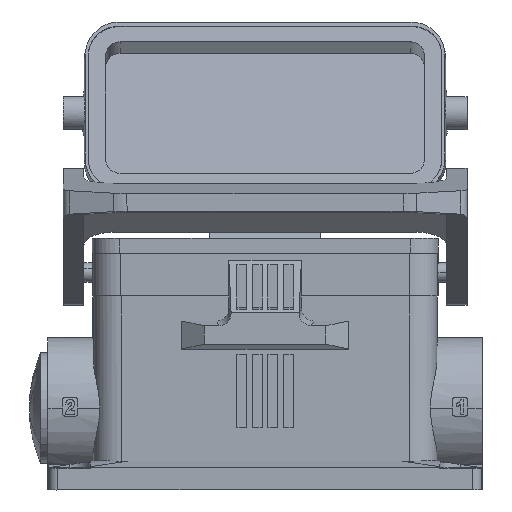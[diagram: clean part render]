
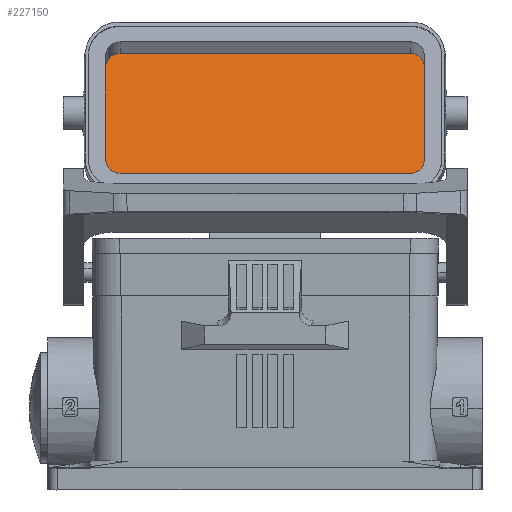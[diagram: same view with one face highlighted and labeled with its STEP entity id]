
A CAD part, left-side view. The second image highlights one B-rep face of the part: STEP entity #227150.
In plain terms, the highlighted face is planar.
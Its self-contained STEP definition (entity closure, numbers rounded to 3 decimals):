
#224580=CARTESIAN_POINT('',(-89.3,-294.429,
-171.482));
#224590=VERTEX_POINT('',#224580);
#224620=CARTESIAN_POINT('',(-173.75,-294.429,
-171.482));
#224630=DIRECTION('',(1.,0.,0.));
#224640=VECTOR('',#224630,1.);
#224650=LINE('',#224620,#224640);
#224660=CARTESIAN_POINT('',(-167.701,-294.429,
-171.482));
#224670=VERTEX_POINT('',#224660);
#224680=EDGE_CURVE('',#224670,#224590,#224650,.T.);
#224910=CARTESIAN_POINT('',(-167.701,-295.307,
-175.282));
#224920=DIRECTION('',(0.,-0.974,
0.225));
#224930=DIRECTION('',(-1.,0.,0.));
#224940=AXIS2_PLACEMENT_3D('',#224910,#224920,#224930);
#224950=CIRCLE('',#224940,3.899);
#224960=CARTESIAN_POINT('',(-171.6,-295.307,
-175.282));
#224970=VERTEX_POINT('',#224960);
#224980=EDGE_CURVE('',#224670,#224970,#224950,.T.);
#225250=CARTESIAN_POINT('',(-171.6,-293.698,
-168.316));
#225260=DIRECTION('',(0.,0.225,
0.974));
#225270=VECTOR('',#225260,1.);
#225280=LINE('',#225250,#225270);
#225290=CARTESIAN_POINT('',(-171.6,-301.763,
-203.247));
#225300=VERTEX_POINT('',#225290);
#225310=EDGE_CURVE('',#225300,#224970,#225280,.T.);
#225540=CARTESIAN_POINT('',(-167.701,-301.763,
-203.247));
#225550=DIRECTION('',(0.,-0.974,
0.225));
#225560=DIRECTION('',(-1.,0.,0.));
#225570=AXIS2_PLACEMENT_3D('',#225540,#225550,#225560);
#225580=CIRCLE('',#225570,3.899);
#225590=CARTESIAN_POINT('',(-167.701,-302.64,
-207.047));
#225600=VERTEX_POINT('',#225590);
#225610=EDGE_CURVE('',#225300,#225600,#225580,.T.);
#225880=CARTESIAN_POINT('',(-173.75,-302.64,
-207.047));
#225890=DIRECTION('',(-1.,0.,0.));
#225900=VECTOR('',#225890,1.);
#225910=LINE('',#225880,#225900);
#225920=CARTESIAN_POINT('',(-89.299,-302.64,
-207.047));
#225930=VERTEX_POINT('',#225920);
#225940=EDGE_CURVE('',#225930,#225600,#225910,.T.);
#226170=CARTESIAN_POINT('',(-89.299,-301.763,
-203.247));
#226180=DIRECTION('',(0.,-0.974,
0.225));
#226190=DIRECTION('',(-1.,0.,0.));
#226200=AXIS2_PLACEMENT_3D('',#226170,#226180,#226190);
#226210=CIRCLE('',#226200,3.899);
#226220=CARTESIAN_POINT('',(-85.4,-301.763,
-203.247));
#226230=VERTEX_POINT('',#226220);
#226240=EDGE_CURVE('',#225930,#226230,#226210,.T.);
#226510=CARTESIAN_POINT('',(-85.4,-293.698,
-168.316));
#226520=DIRECTION('',(0.,-0.225,
-0.974));
#226530=VECTOR('',#226520,1.);
#226540=LINE('',#226510,#226530);
#226550=CARTESIAN_POINT('',(-85.4,-295.307,
-175.282));
#226560=VERTEX_POINT('',#226550);
#226570=EDGE_CURVE('',#226560,#226230,#226540,.T.);
#226800=CARTESIAN_POINT('',(-89.3,-295.307,
-175.282));
#226810=DIRECTION('',(0.,-0.974,
0.225));
#226820=DIRECTION('',(-1.,0.,0.));
#226830=AXIS2_PLACEMENT_3D('',#226800,#226810,#226820);
#226840=CIRCLE('',#226830,3.9);
#226850=EDGE_CURVE('',#226560,#224590,#226840,.T.);
#227000=CARTESIAN_POINT('',(-172.337,-296.387,
-179.963));
#227010=DIRECTION('',(0.,-0.974,
0.225));
#227020=DIRECTION('',(1.,0.,0.));
#227030=AXIS2_PLACEMENT_3D('',#227000,#227010,#227020);
#227040=PLANE('',#227030);
#227050=ORIENTED_EDGE('',*,*,#224980,.T.);
#227060=ORIENTED_EDGE('',*,*,#224680,.F.);
#227070=ORIENTED_EDGE('',*,*,#226850,.T.);
#227080=ORIENTED_EDGE('',*,*,#226570,.F.);
#227090=ORIENTED_EDGE('',*,*,#226240,.T.);
#227100=ORIENTED_EDGE('',*,*,#225940,.F.);
#227110=ORIENTED_EDGE('',*,*,#225610,.T.);
#227120=ORIENTED_EDGE('',*,*,#225310,.F.);
#227130=EDGE_LOOP('',(#227120,#227110,#227100,#227090,#227080,#227070,
#227060,#227050));
#227140=FACE_OUTER_BOUND('',#227130,.T.);
#227150=ADVANCED_FACE('',(#227140),#227040,.T.);
